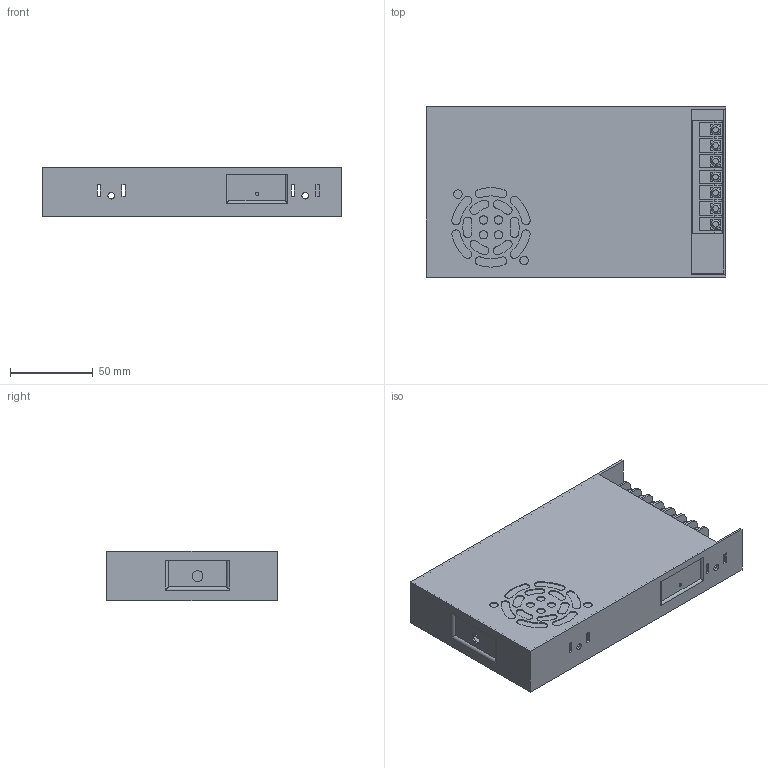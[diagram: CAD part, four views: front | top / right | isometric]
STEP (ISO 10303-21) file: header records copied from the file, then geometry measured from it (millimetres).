
FILE_DESCRIPTION (( 'STEP AP214' ), '1' );
FILE_NAME ('F635LSE-7PIN£¨38mm).STEP', '2025-03-17T00:54:17', ( '' ), ( '' ), 'SwSTEP 2.0', 'SolidWorks 2020', '' );
FILE_SCHEMA (( 'AUTOMOTIVE_DESIGN' ));
Length unit declared in the file: millimetre
Products named in the file (1): F635LSE-7PIN（38mm)
Bounding box: 180.5 x 102.7 x 30.1 mm (x, y, z)
Volume: 84643.7 mm3; surface area: 132034.3 mm2
Topology: 1 solids, 1 shells, 285 faces, 772 edges, 510 vertices
Faces by surface type: plane 136, cylinder 135, torus 14
Entity records: 9234 total; most frequent: DIRECTION 1624, CARTESIAN_POINT 1586, ORIENTED_EDGE 1544, EDGE_CURVE 772, AXIS2_PLACEMENT_3D 572, VERTEX_POINT 510, VECTOR 480, LINE 480
